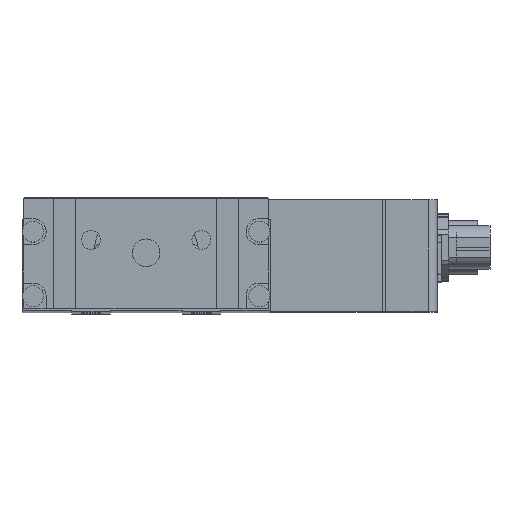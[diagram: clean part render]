
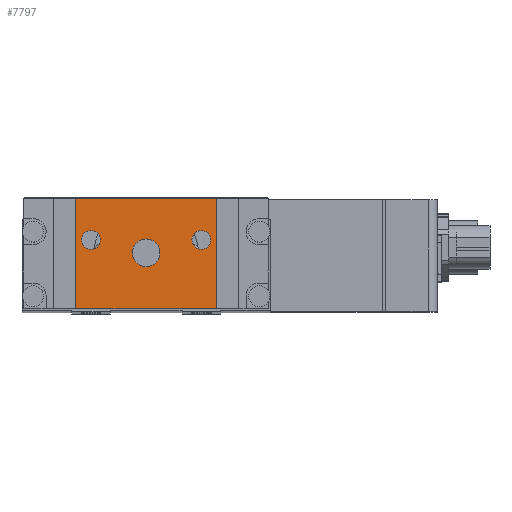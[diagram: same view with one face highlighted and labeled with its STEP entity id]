
A CAD part, top view. The second image highlights one B-rep face of the part: STEP entity #7797.
In plain terms, the highlighted planar face has unit normal (0, 0, 1).
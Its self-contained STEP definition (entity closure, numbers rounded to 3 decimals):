
#30 = DIRECTION ( 'NONE',  ( 1., 0., 0. ) ) ;
#249 = VERTEX_POINT ( 'NONE', #12579 ) ;
#530 = VERTEX_POINT ( 'NONE', #19781 ) ;
#1257 = AXIS2_PLACEMENT_3D ( 'NONE', #25779, #15605, #19756 ) ;
#1625 = VECTOR ( 'NONE', #15126, 1000. ) ;
#1799 = ORIENTED_EDGE ( 'NONE', *, *, #25438, .F. ) ;
#1876 = DIRECTION ( 'NONE',  ( 0., 0., 1. ) ) ;
#1965 = DIRECTION ( 'NONE',  ( 0., 1., 0. ) ) ;
#2087 = ORIENTED_EDGE ( 'NONE', *, *, #3476, .F. ) ;
#2317 = AXIS2_PLACEMENT_3D ( 'NONE', #19407, #19533, #4848 ) ;
#2782 = CARTESIAN_POINT ( 'NONE',  ( -8.3, 2.33, 265.55 ) ) ;
#2852 = VECTOR ( 'NONE', #19173, 1000. ) ;
#2913 = CARTESIAN_POINT ( 'NONE',  ( -10., 2.33, 265.55 ) ) ;
#3059 = EDGE_CURVE ( 'NONE', #25248, #4143, #24631, .T. ) ;
#3476 = EDGE_CURVE ( 'NONE', #17933, #530, #3944, .T. ) ;
#3797 = DIRECTION ( 'NONE',  ( 0., 0., 1. ) ) ;
#3944 = CIRCLE ( 'NONE', #13412, 1.7 ) ;
#4039 = CARTESIAN_POINT ( 'NONE',  ( -10., 2.33, 265.55 ) ) ;
#4143 = VERTEX_POINT ( 'NONE', #23140 ) ;
#4308 = ORIENTED_EDGE ( 'NONE', *, *, #16947, .F. ) ;
#4569 = CARTESIAN_POINT ( 'NONE',  ( 10., 2.33, 265.55 ) ) ;
#4755 = ORIENTED_EDGE ( 'NONE', *, *, #11436, .F. ) ;
#4848 = DIRECTION ( 'NONE',  ( 1., 0., 0. ) ) ;
#4939 = DIRECTION ( 'NONE',  ( 1., 0., 0. ) ) ;
#5301 = ORIENTED_EDGE ( 'NONE', *, *, #15658, .F. ) ;
#7581 = EDGE_CURVE ( 'NONE', #249, #23529, #25561, .T. ) ;
#7797 = ADVANCED_FACE ( 'NONE', ( #10017, #10284, #7996, #12303 ), #18481, .T. ) ;
#7996 = FACE_BOUND ( 'NONE', #25886, .T. ) ;
#8506 = ORIENTED_EDGE ( 'NONE', *, *, #19047, .F. ) ;
#9317 = CARTESIAN_POINT ( 'NONE',  ( 2.5, 0., 265.55 ) ) ;
#9457 = CIRCLE ( 'NONE', #21887, 1.7 ) ;
#9789 = VECTOR ( 'NONE', #1965, 1000. ) ;
#10002 = CARTESIAN_POINT ( 'NONE',  ( -22.25, 9.83, 265.55 ) ) ;
#10017 = FACE_BOUND ( 'NONE', #16800, .T. ) ;
#10284 = FACE_OUTER_BOUND ( 'NONE', #21453, .T. ) ;
#10430 = CIRCLE ( 'NONE', #13853, 1.7 ) ;
#10978 = CARTESIAN_POINT ( 'NONE',  ( 12.75, 9.83, 265.55 ) ) ;
#11436 = EDGE_CURVE ( 'NONE', #249, #20973, #26441, .T. ) ;
#11876 = ORIENTED_EDGE ( 'NONE', *, *, #23432, .T. ) ;
#12236 = EDGE_CURVE ( 'NONE', #12743, #20973, #24211, .T. ) ;
#12289 = DIRECTION ( 'NONE',  ( -1., 0., 0. ) ) ;
#12303 = FACE_BOUND ( 'NONE', #22134, .T. ) ;
#12579 = CARTESIAN_POINT ( 'NONE',  ( -12.75, -10.17, 265.55 ) ) ;
#12743 = VERTEX_POINT ( 'NONE', #10978 ) ;
#12900 = CIRCLE ( 'NONE', #1257, 2.5 ) ;
#13381 = LINE ( 'NONE', #17026, #2852 ) ;
#13412 = AXIS2_PLACEMENT_3D ( 'NONE', #4569, #17235, #15073 ) ;
#13715 = VECTOR ( 'NONE', #12289, 1000. ) ;
#13853 = AXIS2_PLACEMENT_3D ( 'NONE', #17042, #16794, #14890 ) ;
#14289 = DIRECTION ( 'NONE',  ( 1., 0., 0. ) ) ;
#14373 = CARTESIAN_POINT ( 'NONE',  ( -12.75, 9.83, 265.55 ) ) ;
#14890 = DIRECTION ( 'NONE',  ( 1., 0., 0. ) ) ;
#15073 = DIRECTION ( 'NONE',  ( 1., 0., 0. ) ) ;
#15126 = DIRECTION ( 'NONE',  ( 1., 0., 0. ) ) ;
#15416 = CIRCLE ( 'NONE', #23096, 1.7 ) ;
#15605 = DIRECTION ( 'NONE',  ( 0., 0., 1. ) ) ;
#15658 = EDGE_CURVE ( 'NONE', #25635, #24659, #15416, .T. ) ;
#16525 = CARTESIAN_POINT ( 'NONE',  ( -22.25, -10.17, 265.55 ) ) ;
#16639 = CARTESIAN_POINT ( 'NONE',  ( -11.7, 2.33, 265.55 ) ) ;
#16794 = DIRECTION ( 'NONE',  ( 0., 0., 1. ) ) ;
#16800 = EDGE_LOOP ( 'NONE', ( #8506, #2087 ) ) ;
#16947 = EDGE_CURVE ( 'NONE', #4143, #25248, #12900, .T. ) ;
#17026 = CARTESIAN_POINT ( 'NONE',  ( 12.75, 9.83, 265.55 ) ) ;
#17042 = CARTESIAN_POINT ( 'NONE',  ( 10., 2.33, 265.55 ) ) ;
#17235 = DIRECTION ( 'NONE',  ( 0., 0., 1. ) ) ;
#17933 = VERTEX_POINT ( 'NONE', #26098 ) ;
#18481 = PLANE ( 'NONE',  #26547 ) ;
#19047 = EDGE_CURVE ( 'NONE', #530, #17933, #10430, .T. ) ;
#19173 = DIRECTION ( 'NONE',  ( 0., 1., 0. ) ) ;
#19407 = CARTESIAN_POINT ( 'NONE',  ( 0., 0., 265.55 ) ) ;
#19533 = DIRECTION ( 'NONE',  ( 0., 0., 1. ) ) ;
#19756 = DIRECTION ( 'NONE',  ( 1., 0., 0. ) ) ;
#19781 = CARTESIAN_POINT ( 'NONE',  ( 8.3, 2.33, 265.55 ) ) ;
#19855 = ORIENTED_EDGE ( 'NONE', *, *, #7581, .T. ) ;
#20973 = VERTEX_POINT ( 'NONE', #25559 ) ;
#21453 = EDGE_LOOP ( 'NONE', ( #11876, #26077, #4755, #19855 ) ) ;
#21887 = AXIS2_PLACEMENT_3D ( 'NONE', #4039, #1876, #14289 ) ;
#22084 = CARTESIAN_POINT ( 'NONE',  ( 12.75, -10.17, 265.55 ) ) ;
#22134 = EDGE_LOOP ( 'NONE', ( #24236, #4308 ) ) ;
#23096 = AXIS2_PLACEMENT_3D ( 'NONE', #2913, #25498, #4939 ) ;
#23140 = CARTESIAN_POINT ( 'NONE',  ( -2.5, 0., 265.55 ) ) ;
#23432 = EDGE_CURVE ( 'NONE', #23529, #12743, #13381, .T. ) ;
#23529 = VERTEX_POINT ( 'NONE', #22084 ) ;
#24211 = LINE ( 'NONE', #10002, #13715 ) ;
#24236 = ORIENTED_EDGE ( 'NONE', *, *, #3059, .F. ) ;
#24358 = CARTESIAN_POINT ( 'NONE',  ( 0., 0., 265.55 ) ) ;
#24631 = CIRCLE ( 'NONE', #2317, 2.5 ) ;
#24659 = VERTEX_POINT ( 'NONE', #16639 ) ;
#25248 = VERTEX_POINT ( 'NONE', #9317 ) ;
#25438 = EDGE_CURVE ( 'NONE', #24659, #25635, #9457, .T. ) ;
#25498 = DIRECTION ( 'NONE',  ( 0., 0., 1. ) ) ;
#25559 = CARTESIAN_POINT ( 'NONE',  ( -12.75, 9.83, 265.55 ) ) ;
#25561 = LINE ( 'NONE', #16525, #1625 ) ;
#25635 = VERTEX_POINT ( 'NONE', #2782 ) ;
#25779 = CARTESIAN_POINT ( 'NONE',  ( 0., 0., 265.55 ) ) ;
#25886 = EDGE_LOOP ( 'NONE', ( #1799, #5301 ) ) ;
#26077 = ORIENTED_EDGE ( 'NONE', *, *, #12236, .T. ) ;
#26098 = CARTESIAN_POINT ( 'NONE',  ( 11.7, 2.33, 265.55 ) ) ;
#26441 = LINE ( 'NONE', #14373, #9789 ) ;
#26547 = AXIS2_PLACEMENT_3D ( 'NONE', #24358, #3797, #30 ) ;
